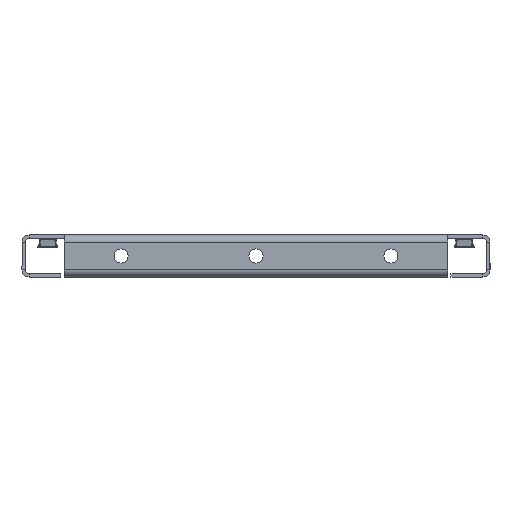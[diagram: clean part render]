
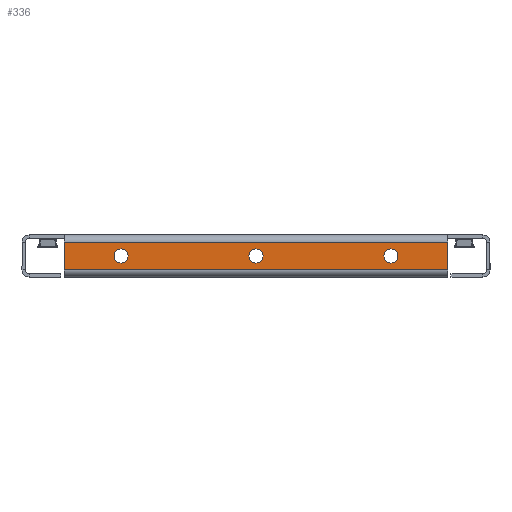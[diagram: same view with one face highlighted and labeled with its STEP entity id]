
A CAD part, left-side view. The second image highlights one B-rep face of the part: STEP entity #336.
In plain terms, the highlighted planar face has unit normal (-1, 0, 0).
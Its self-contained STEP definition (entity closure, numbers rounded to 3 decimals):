
#14 = CARTESIAN_POINT ( 'NONE',  ( -250., 145.4, -9. ) ) ;
#72 = EDGE_CURVE ( 'NONE', #3761, #1254, #4021, .T. ) ;
#182 = CIRCLE ( 'NONE', #3606, 4.5 ) ;
#197 = CIRCLE ( 'NONE', #3530, 4.5 ) ;
#294 = LINE ( 'NONE', #2168, #4636 ) ;
#333 = PLANE ( 'NONE',  #3410 ) ;
#336 = ADVANCED_FACE ( 'NONE', ( #4442, #4010, #3562, #4986 ), #333, .F. ) ;
#383 = EDGE_LOOP ( 'NONE', ( #6040, #2514, #2903, #5513 ) ) ;
#468 = DIRECTION ( 'NONE',  ( -1., 0., 0. ) ) ;
#557 = EDGE_CURVE ( 'NONE', #1254, #5645, #5925, .T. ) ;
#578 = AXIS2_PLACEMENT_3D ( 'NONE', #4516, #1312, #3634 ) ;
#633 = EDGE_CURVE ( 'NONE', #2373, #4348, #5739, .T. ) ;
#664 = DIRECTION ( 'NONE',  ( -1., 0., 0. ) ) ;
#734 = DIRECTION ( 'NONE',  ( 1., 0., 0. ) ) ;
#786 = EDGE_CURVE ( 'NONE', #4026, #943, #182, .T. ) ;
#911 = VERTEX_POINT ( 'NONE', #4432 ) ;
#943 = VERTEX_POINT ( 'NONE', #5631 ) ;
#1004 = EDGE_CURVE ( 'NONE', #911, #5918, #4781, .T. ) ;
#1028 = VECTOR ( 'NONE', #5448, 1000. ) ;
#1149 = CARTESIAN_POINT ( 'NONE',  ( -250., 22.4, -22.4 ) ) ;
#1229 = EDGE_CURVE ( 'NONE', #943, #4026, #197, .T. ) ;
#1239 = CARTESIAN_POINT ( 'NONE',  ( -250., 58.9, -13.5 ) ) ;
#1254 = VERTEX_POINT ( 'NONE', #1149 ) ;
#1312 = DIRECTION ( 'NONE',  ( -1., 0., 0. ) ) ;
#1367 = VECTOR ( 'NONE', #3222, 1000. ) ;
#1414 = VERTEX_POINT ( 'NONE', #4664 ) ;
#1605 = DIRECTION ( 'NONE',  ( 0., 0., 1. ) ) ;
#1916 = DIRECTION ( 'NONE',  ( 0., 0., -1. ) ) ;
#2168 = CARTESIAN_POINT ( 'NONE',  ( -250., 22.4, -4.6 ) ) ;
#2221 = ORIENTED_EDGE ( 'NONE', *, *, #1229, .F. ) ;
#2247 = CARTESIAN_POINT ( 'NONE',  ( -250., 231.9, -13.5 ) ) ;
#2358 = ORIENTED_EDGE ( 'NONE', *, *, #4743, .F. ) ;
#2373 = VERTEX_POINT ( 'NONE', #5713 ) ;
#2514 = ORIENTED_EDGE ( 'NONE', *, *, #557, .T. ) ;
#2903 = ORIENTED_EDGE ( 'NONE', *, *, #3520, .F. ) ;
#2977 = DIRECTION ( 'NONE',  ( 0., 0., 1. ) ) ;
#3052 = ORIENTED_EDGE ( 'NONE', *, *, #633, .F. ) ;
#3155 = AXIS2_PLACEMENT_3D ( 'NONE', #2247, #468, #4203 ) ;
#3222 = DIRECTION ( 'NONE',  ( 0., 0., 1. ) ) ;
#3319 = AXIS2_PLACEMENT_3D ( 'NONE', #5254, #5167, #2977 ) ;
#3410 = AXIS2_PLACEMENT_3D ( 'NONE', #4931, #734, #5832 ) ;
#3520 = EDGE_CURVE ( 'NONE', #1414, #5645, #294, .T. ) ;
#3530 = AXIS2_PLACEMENT_3D ( 'NONE', #3991, #4420, #5871 ) ;
#3562 = FACE_BOUND ( 'NONE', #5812, .T. ) ;
#3606 = AXIS2_PLACEMENT_3D ( 'NONE', #4975, #664, #3972 ) ;
#3634 = DIRECTION ( 'NONE',  ( 0., 0., -1. ) ) ;
#3666 = CARTESIAN_POINT ( 'NONE',  ( -250., 268.4, -22.4 ) ) ;
#3761 = VERTEX_POINT ( 'NONE', #4297 ) ;
#3830 = ORIENTED_EDGE ( 'NONE', *, *, #1004, .F. ) ;
#3842 = VECTOR ( 'NONE', #1916, 1000. ) ;
#3972 = DIRECTION ( 'NONE',  ( 0., 0., 1. ) ) ;
#3991 = CARTESIAN_POINT ( 'NONE',  ( -250., 145.4, -13.5 ) ) ;
#4010 = FACE_BOUND ( 'NONE', #5071, .T. ) ;
#4021 = LINE ( 'NONE', #3666, #1028 ) ;
#4026 = VERTEX_POINT ( 'NONE', #14 ) ;
#4101 = CARTESIAN_POINT ( 'NONE',  ( -250., 22.4, 0. ) ) ;
#4140 = CARTESIAN_POINT ( 'NONE',  ( -250., 231.9, -18. ) ) ;
#4203 = DIRECTION ( 'NONE',  ( 0., 0., -1. ) ) ;
#4262 = CARTESIAN_POINT ( 'NONE',  ( -250., 268.4, 0. ) ) ;
#4297 = CARTESIAN_POINT ( 'NONE',  ( -250., 268.4, -22.4 ) ) ;
#4326 = AXIS2_PLACEMENT_3D ( 'NONE', #1239, #4504, #1605 ) ;
#4348 = VERTEX_POINT ( 'NONE', #6030 ) ;
#4354 = CARTESIAN_POINT ( 'NONE',  ( -250., 22.4, -4.6 ) ) ;
#4420 = DIRECTION ( 'NONE',  ( -1., 0., 0. ) ) ;
#4432 = CARTESIAN_POINT ( 'NONE',  ( -250., 231.9, -9. ) ) ;
#4442 = FACE_BOUND ( 'NONE', #6009, .T. ) ;
#4461 = DIRECTION ( 'NONE',  ( 0., -1., 0. ) ) ;
#4504 = DIRECTION ( 'NONE',  ( -1., 0., 0. ) ) ;
#4516 = CARTESIAN_POINT ( 'NONE',  ( -250., 231.9, -13.5 ) ) ;
#4636 = VECTOR ( 'NONE', #4461, 1000. ) ;
#4664 = CARTESIAN_POINT ( 'NONE',  ( -250., 268.4, -4.6 ) ) ;
#4743 = EDGE_CURVE ( 'NONE', #4348, #2373, #5379, .T. ) ;
#4781 = CIRCLE ( 'NONE', #578, 4.5 ) ;
#4931 = CARTESIAN_POINT ( 'NONE',  ( -250., 0., 0. ) ) ;
#4975 = CARTESIAN_POINT ( 'NONE',  ( -250., 145.4, -13.5 ) ) ;
#4986 = FACE_OUTER_BOUND ( 'NONE', #383, .T. ) ;
#5065 = ORIENTED_EDGE ( 'NONE', *, *, #786, .F. ) ;
#5071 = EDGE_LOOP ( 'NONE', ( #5065, #2221 ) ) ;
#5085 = LINE ( 'NONE', #4262, #3842 ) ;
#5167 = DIRECTION ( 'NONE',  ( -1., 0., 0. ) ) ;
#5254 = CARTESIAN_POINT ( 'NONE',  ( -250., 58.9, -13.5 ) ) ;
#5331 = ORIENTED_EDGE ( 'NONE', *, *, #5590, .F. ) ;
#5379 = CIRCLE ( 'NONE', #4326, 4.5 ) ;
#5448 = DIRECTION ( 'NONE',  ( 0., -1., 0. ) ) ;
#5513 = ORIENTED_EDGE ( 'NONE', *, *, #5901, .T. ) ;
#5590 = EDGE_CURVE ( 'NONE', #5918, #911, #5772, .T. ) ;
#5631 = CARTESIAN_POINT ( 'NONE',  ( -250., 145.4, -18. ) ) ;
#5645 = VERTEX_POINT ( 'NONE', #4354 ) ;
#5713 = CARTESIAN_POINT ( 'NONE',  ( -250., 58.9, -9. ) ) ;
#5739 = CIRCLE ( 'NONE', #3319, 4.5 ) ;
#5772 = CIRCLE ( 'NONE', #3155, 4.5 ) ;
#5812 = EDGE_LOOP ( 'NONE', ( #3830, #5331 ) ) ;
#5832 = DIRECTION ( 'NONE',  ( 0., 0., -1. ) ) ;
#5871 = DIRECTION ( 'NONE',  ( 0., 0., 1. ) ) ;
#5901 = EDGE_CURVE ( 'NONE', #1414, #3761, #5085, .T. ) ;
#5918 = VERTEX_POINT ( 'NONE', #4140 ) ;
#5925 = LINE ( 'NONE', #4101, #1367 ) ;
#6009 = EDGE_LOOP ( 'NONE', ( #3052, #2358 ) ) ;
#6030 = CARTESIAN_POINT ( 'NONE',  ( -250., 58.9, -18. ) ) ;
#6040 = ORIENTED_EDGE ( 'NONE', *, *, #72, .T. ) ;
